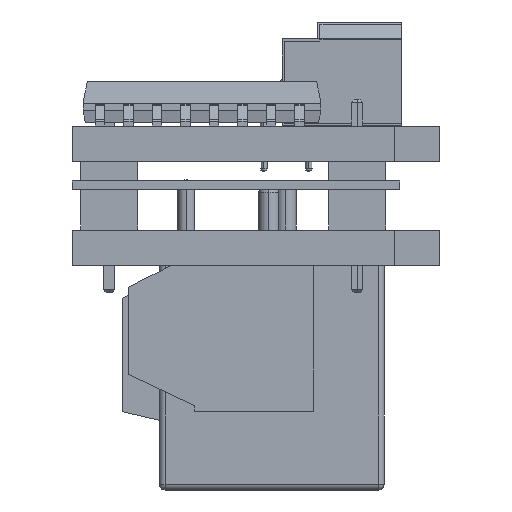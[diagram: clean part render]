
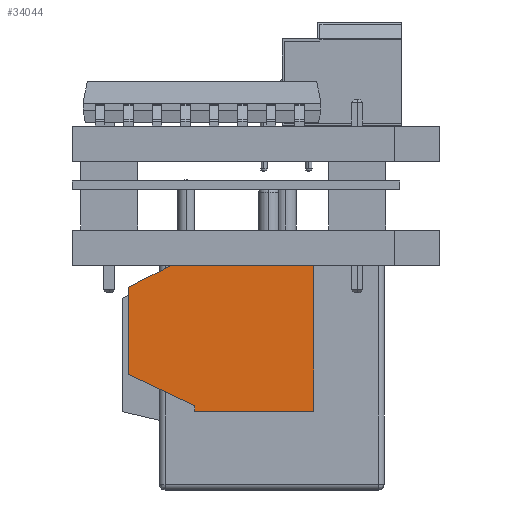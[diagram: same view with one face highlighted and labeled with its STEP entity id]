
A CAD part, left-side view. The second image highlights one B-rep face of the part: STEP entity #34044.
In plain terms, the highlighted planar face has unit normal (-1, 0, 0).
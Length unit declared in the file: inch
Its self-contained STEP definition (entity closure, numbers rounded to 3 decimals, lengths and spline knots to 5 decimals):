
#679 = CARTESIAN_POINT ( 'NONE',  ( 0.01109, 0.54606, -0.3731 ) ) ;
#1099 = VERTEX_POINT ( 'NONE', #59826 ) ;
#1239 = AXIS2_PLACEMENT_3D ( 'NONE', #7084, #24293, #71551 ) ;
#1375 = DIRECTION ( 'NONE',  ( 0., 1., 0. ) ) ;
#3346 = VECTOR ( 'NONE', #19991, 39.37008 ) ;
#6159 = DIRECTION ( 'NONE',  ( 0., -0.904, -0.427 ) ) ;
#6473 = VERTEX_POINT ( 'NONE', #42113 ) ;
#7084 = CARTESIAN_POINT ( 'NONE',  ( 0.01109, 0.54606, -0.18194 ) ) ;
#9788 = LINE ( 'NONE', #679, #33999 ) ;
#11225 = VECTOR ( 'NONE', #59897, 39.37008 ) ;
#14238 = ORIENTED_EDGE ( 'NONE', *, *, #42812, .T. ) ;
#14793 = ORIENTED_EDGE ( 'NONE', *, *, #51430, .T. ) ;
#16118 = LINE ( 'NONE', #41124, #47722 ) ;
#18524 = VECTOR ( 'NONE', #24830, 39.37008 ) ;
#19991 = DIRECTION ( 'NONE',  ( 0., 0., -1. ) ) ;
#20658 = CARTESIAN_POINT ( 'NONE',  ( 0.01109, 0.54606, -0.43785 ) ) ;
#22337 = VECTOR ( 'NONE', #1375, 39.37008 ) ;
#24293 = DIRECTION ( 'NONE',  ( -1., 0., 0. ) ) ;
#24830 = DIRECTION ( 'NONE',  ( 0., -1., 0. ) ) ;
#25574 = VERTEX_POINT ( 'NONE', #26210 ) ;
#26210 = CARTESIAN_POINT ( 'NONE',  ( 0.01109, 0.42992, -0.43785 ) ) ;
#29694 = LINE ( 'NONE', #68969, #37130 ) ;
#30018 = PLANE ( 'NONE',  #1239 ) ;
#30173 = ORIENTED_EDGE ( 'NONE', *, *, #36705, .T. ) ;
#30284 = VERTEX_POINT ( 'NONE', #47874 ) ;
#32085 = VERTEX_POINT ( 'NONE', #73015 ) ;
#33523 = EDGE_CURVE ( 'NONE', #1099, #56572, #9788, .T. ) ;
#33999 = VECTOR ( 'NONE', #6159, 39.37008 ) ;
#34044 = ADVANCED_FACE ( 'NONE', ( #46885 ), #30018, .T. ) ;
#35458 = ORIENTED_EDGE ( 'NONE', *, *, #66409, .T. ) ;
#36705 = EDGE_CURVE ( 'NONE', #56572, #25574, #29694, .T. ) ;
#37130 = VECTOR ( 'NONE', #61967, 39.37008 ) ;
#38107 = LINE ( 'NONE', #49209, #22337 ) ;
#38419 = CARTESIAN_POINT ( 'NONE',  ( 0.01109, 0.54606, -0.18194 ) ) ;
#39136 = LINE ( 'NONE', #65055, #11225 ) ;
#41124 = CARTESIAN_POINT ( 'NONE',  ( 0.01109, 0.22126, -0.18194 ) ) ;
#42113 = CARTESIAN_POINT ( 'NONE',  ( 0.01109, 0.22126, -0.43785 ) ) ;
#42812 = EDGE_CURVE ( 'NONE', #25574, #6473, #58482, .T. ) ;
#46885 = FACE_OUTER_BOUND ( 'NONE', #75182, .T. ) ;
#47722 = VECTOR ( 'NONE', #65437, 39.37008 ) ;
#47874 = CARTESIAN_POINT ( 'NONE',  ( 0.01109, 0.22126, -0.18194 ) ) ;
#49209 = CARTESIAN_POINT ( 'NONE',  ( 0.01109, 0.54606, -0.18194 ) ) ;
#51430 = EDGE_CURVE ( 'NONE', #53700, #1099, #54504, .T. ) ;
#52277 = CARTESIAN_POINT ( 'NONE',  ( 0.01109, 0.42992, -0.42801 ) ) ;
#53700 = VERTEX_POINT ( 'NONE', #57533 ) ;
#54504 = LINE ( 'NONE', #38419, #3346 ) ;
#55313 = EDGE_CURVE ( 'NONE', #30284, #32085, #38107, .T. ) ;
#56572 = VERTEX_POINT ( 'NONE', #52277 ) ;
#57533 = CARTESIAN_POINT ( 'NONE',  ( 0.01109, 0.54606, -0.22024 ) ) ;
#58482 = LINE ( 'NONE', #20658, #18524 ) ;
#59826 = CARTESIAN_POINT ( 'NONE',  ( 0.01109, 0.54606, -0.3731 ) ) ;
#59897 = DIRECTION ( 'NONE',  ( 0., 0.891, -0.454 ) ) ;
#60136 = ORIENTED_EDGE ( 'NONE', *, *, #55313, .T. ) ;
#61967 = DIRECTION ( 'NONE',  ( 0., 0., -1. ) ) ;
#65055 = CARTESIAN_POINT ( 'NONE',  ( 0.01109, 0.47098, -0.18194 ) ) ;
#65437 = DIRECTION ( 'NONE',  ( 0., 0., -1. ) ) ;
#66409 = EDGE_CURVE ( 'NONE', #32085, #53700, #39136, .T. ) ;
#67121 = ORIENTED_EDGE ( 'NONE', *, *, #33523, .T. ) ;
#68969 = CARTESIAN_POINT ( 'NONE',  ( 0.01109, 0.42992, -0.42801 ) ) ;
#71551 = DIRECTION ( 'NONE',  ( 0., -1., 0. ) ) ;
#73015 = CARTESIAN_POINT ( 'NONE',  ( 0.01109, 0.47098, -0.18194 ) ) ;
#75094 = ORIENTED_EDGE ( 'NONE', *, *, #76403, .F. ) ;
#75182 = EDGE_LOOP ( 'NONE', ( #14793, #67121, #30173, #14238, #75094, #60136, #35458 ) ) ;
#76403 = EDGE_CURVE ( 'NONE', #30284, #6473, #16118, .T. ) ;
